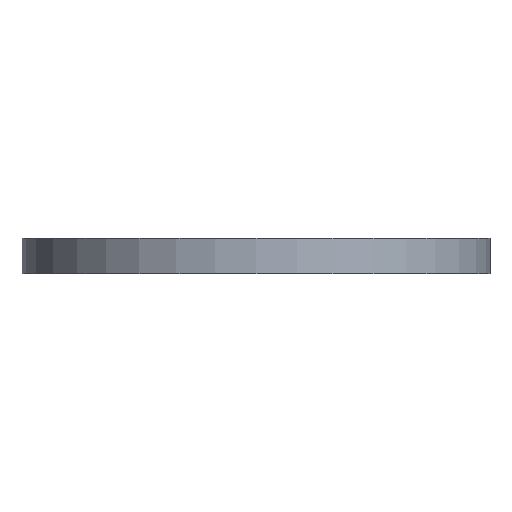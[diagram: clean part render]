
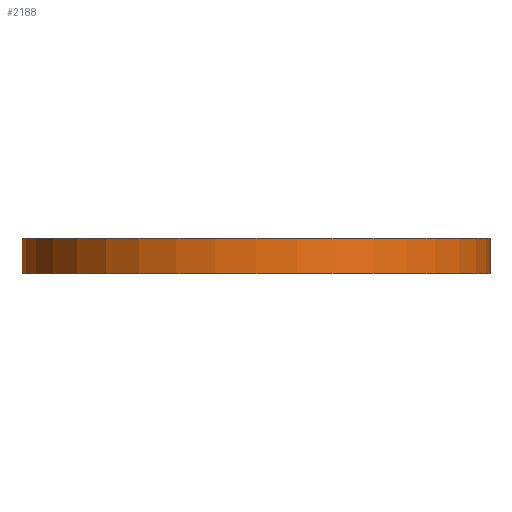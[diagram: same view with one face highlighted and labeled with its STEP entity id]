
A CAD part, front view. The second image highlights one B-rep face of the part: STEP entity #2188.
In plain terms, the highlighted cylindrical face has radius 66.099 mm (diameter 132.198 mm), a full revolution.
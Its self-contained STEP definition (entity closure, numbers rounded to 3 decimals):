
#30=CYLINDRICAL_SURFACE('',#2354,66.099);
#73=CIRCLE('',#2355,66.099);
#74=CIRCLE('',#2356,66.099);
#182=FACE_OUTER_BOUND('',#292,.T.);
#292=EDGE_LOOP('',(#1915,#1916,#1917,#1918));
#566=LINE('',#3566,#836);
#836=VECTOR('',#2932,66.099);
#1041=VERTEX_POINT('',#3563);
#1042=VERTEX_POINT('',#3565);
#1354=EDGE_CURVE('',#1041,#1041,#73,.T.);
#1355=EDGE_CURVE('',#1041,#1042,#566,.T.);
#1356=EDGE_CURVE('',#1042,#1042,#74,.T.);
#1915=ORIENTED_EDGE('',*,*,#1354,.F.);
#1916=ORIENTED_EDGE('',*,*,#1355,.T.);
#1917=ORIENTED_EDGE('',*,*,#1356,.T.);
#1918=ORIENTED_EDGE('',*,*,#1355,.F.);
#2188=ADVANCED_FACE('',(#182),#30,.T.);
#2354=AXIS2_PLACEMENT_3D('',#3562,#2928,#2929);
#2355=AXIS2_PLACEMENT_3D('',#3564,#2930,#2931);
#2356=AXIS2_PLACEMENT_3D('',#3567,#2933,#2934);
#2928=DIRECTION('center_axis',(0.,0.,1.));
#2929=DIRECTION('ref_axis',(1.,0.,0.));
#2930=DIRECTION('center_axis',(0.,0.,1.));
#2931=DIRECTION('ref_axis',(1.,0.,0.));
#2932=DIRECTION('',(0.,0.,-1.));
#2933=DIRECTION('center_axis',(0.,0.,1.));
#2934=DIRECTION('ref_axis',(1.,0.,0.));
#3562=CARTESIAN_POINT('Origin',(0.,0.,0.));
#3563=CARTESIAN_POINT('',(-66.099,0.,10.));
#3564=CARTESIAN_POINT('Origin',(0.,0.,10.));
#3565=CARTESIAN_POINT('',(-66.099,0.,0.));
#3566=CARTESIAN_POINT('',(-66.099,0.,0.));
#3567=CARTESIAN_POINT('Origin',(0.,0.,0.));
